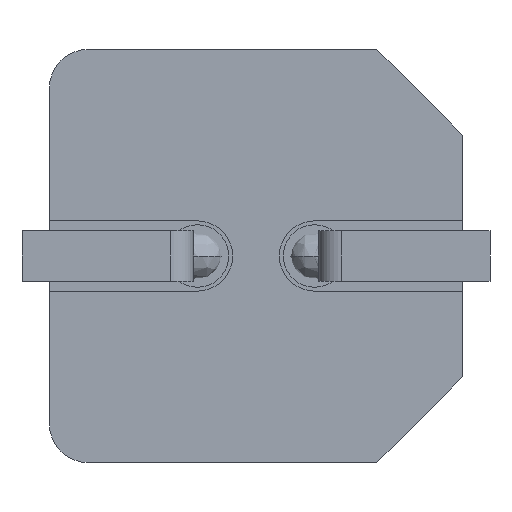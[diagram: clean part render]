
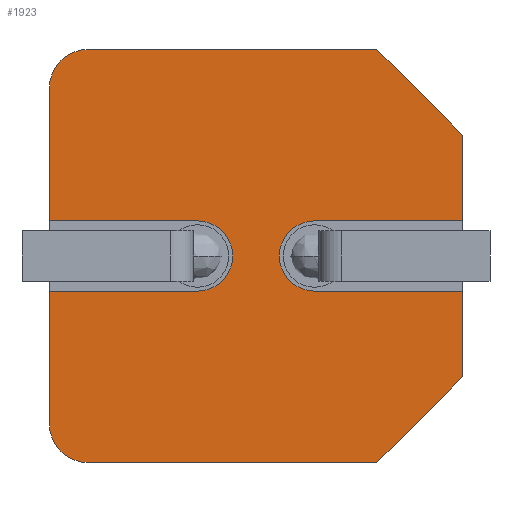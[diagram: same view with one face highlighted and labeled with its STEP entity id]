
A CAD part, front view. The second image highlights one B-rep face of the part: STEP entity #1923.
In plain terms, the highlighted planar face has unit normal (0, -1, 0).
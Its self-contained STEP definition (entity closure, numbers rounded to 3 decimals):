
#23 = EDGE_CURVE ( 'NONE', #1629, #2723, #1294, .T. ) ;
#62 = DIRECTION ( 'NONE',  ( 0., 0., -1. ) ) ;
#113 = CARTESIAN_POINT ( 'NONE',  ( -2.65, 0., -2.15 ) ) ;
#120 = CARTESIAN_POINT ( 'NONE',  ( 1.55, 0., -2.65 ) ) ;
#121 = VECTOR ( 'NONE', #2135, 1000. ) ;
#132 = CARTESIAN_POINT ( 'NONE',  ( -2.15, 0., 2.65 ) ) ;
#136 = CARTESIAN_POINT ( 'NONE',  ( 0., 0., -0.45 ) ) ;
#138 = CARTESIAN_POINT ( 'NONE',  ( 0., 0., -0.45 ) ) ;
#139 = VECTOR ( 'NONE', #452, 1000. ) ;
#149 = CARTESIAN_POINT ( 'NONE',  ( -0.75, 0., 0.45 ) ) ;
#168 = ORIENTED_EDGE ( 'NONE', *, *, #1189, .T. ) ;
#186 = VERTEX_POINT ( 'NONE', #1309 ) ;
#253 = VECTOR ( 'NONE', #344, 1000. ) ;
#258 = VERTEX_POINT ( 'NONE', #3147 ) ;
#271 = EDGE_CURVE ( 'NONE', #3284, #1777, #1196, .T. ) ;
#344 = DIRECTION ( 'NONE',  ( 0., 0., 1. ) ) ;
#355 = DIRECTION ( 'NONE',  ( 0., 1., 0. ) ) ;
#366 = CARTESIAN_POINT ( 'NONE',  ( 1.55, 0., 2.65 ) ) ;
#415 = CARTESIAN_POINT ( 'NONE',  ( 1.55, 0., -2.65 ) ) ;
#421 = CARTESIAN_POINT ( 'NONE',  ( 0.75, 0., 0.45 ) ) ;
#426 = ORIENTED_EDGE ( 'NONE', *, *, #3629, .T. ) ;
#428 = CARTESIAN_POINT ( 'NONE',  ( 2.65, 0., 2.65 ) ) ;
#452 = DIRECTION ( 'NONE',  ( -1., 0., 0. ) ) ;
#455 = EDGE_CURVE ( 'NONE', #1220, #1629, #3717, .T. ) ;
#499 = CARTESIAN_POINT ( 'NONE',  ( 0., 0., 0. ) ) ;
#508 = PLANE ( 'NONE',  #2584 ) ;
#533 = EDGE_CURVE ( 'NONE', #2246, #1220, #883, .T. ) ;
#565 = VECTOR ( 'NONE', #1282, 1000. ) ;
#598 = ORIENTED_EDGE ( 'NONE', *, *, #271, .F. ) ;
#765 = EDGE_CURVE ( 'NONE', #3210, #2341, #2734, .T. ) ;
#816 = CIRCLE ( 'NONE', #3184, 0.45 ) ;
#835 = EDGE_CURVE ( 'NONE', #258, #186, #1406, .T. ) ;
#839 = EDGE_CURVE ( 'NONE', #1023, #3210, #1902, .T. ) ;
#852 = DIRECTION ( 'NONE',  ( 1., 0., 0. ) ) ;
#860 = CARTESIAN_POINT ( 'NONE',  ( -0.75, 0., -0.45 ) ) ;
#883 = LINE ( 'NONE', #138, #139 ) ;
#959 = CARTESIAN_POINT ( 'NONE',  ( 0.75, 0., -0.45 ) ) ;
#1023 = VERTEX_POINT ( 'NONE', #3594 ) ;
#1028 = AXIS2_PLACEMENT_3D ( 'NONE', #3525, #1207, #2407 ) ;
#1075 = CARTESIAN_POINT ( 'NONE',  ( 0., 0., -2.65 ) ) ;
#1100 = LINE ( 'NONE', #1075, #3330 ) ;
#1102 = DIRECTION ( 'NONE',  ( 0., 0., -1. ) ) ;
#1176 = VECTOR ( 'NONE', #1749, 1000. ) ;
#1185 = VECTOR ( 'NONE', #2051, 1000. ) ;
#1188 = LINE ( 'NONE', #2352, #2780 ) ;
#1189 = EDGE_CURVE ( 'NONE', #2605, #3456, #2278, .T. ) ;
#1196 = CIRCLE ( 'NONE', #1315, 0.5 ) ;
#1207 = DIRECTION ( 'NONE',  ( 0., 1., 0. ) ) ;
#1220 = VERTEX_POINT ( 'NONE', #959 ) ;
#1282 = DIRECTION ( 'NONE',  ( 0., 0., 1. ) ) ;
#1288 = AXIS2_PLACEMENT_3D ( 'NONE', #3516, #355, #62 ) ;
#1294 = LINE ( 'NONE', #2128, #3444 ) ;
#1309 = CARTESIAN_POINT ( 'NONE',  ( -2.65, 0., 0.45 ) ) ;
#1315 = AXIS2_PLACEMENT_3D ( 'NONE', #1732, #2018, #2876 ) ;
#1370 = ORIENTED_EDGE ( 'NONE', *, *, #3236, .F. ) ;
#1382 = DIRECTION ( 'NONE',  ( 0., 0., -1. ) ) ;
#1406 = LINE ( 'NONE', #3500, #1176 ) ;
#1431 = DIRECTION ( 'NONE',  ( 0., 1., 0. ) ) ;
#1434 = EDGE_CURVE ( 'NONE', #2961, #2605, #816, .T. ) ;
#1569 = DIRECTION ( 'NONE',  ( 1., 0., 0. ) ) ;
#1570 = FACE_OUTER_BOUND ( 'NONE', #2403, .T. ) ;
#1572 = ORIENTED_EDGE ( 'NONE', *, *, #1434, .T. ) ;
#1598 = ORIENTED_EDGE ( 'NONE', *, *, #835, .T. ) ;
#1629 = VERTEX_POINT ( 'NONE', #421 ) ;
#1724 = CARTESIAN_POINT ( 'NONE',  ( -0.75, 0., 0. ) ) ;
#1732 = CARTESIAN_POINT ( 'NONE',  ( -2.15, 0., -2.15 ) ) ;
#1749 = DIRECTION ( 'NONE',  ( 0., 0., -1. ) ) ;
#1777 = VERTEX_POINT ( 'NONE', #113 ) ;
#1820 = ORIENTED_EDGE ( 'NONE', *, *, #765, .T. ) ;
#1884 = DIRECTION ( 'NONE',  ( 1., 0., 0. ) ) ;
#1902 = LINE ( 'NONE', #2646, #1957 ) ;
#1923 = ADVANCED_FACE ( 'NONE', ( #1570 ), #508, .T. ) ;
#1957 = VECTOR ( 'NONE', #2634, 1000. ) ;
#2011 = LINE ( 'NONE', #428, #565 ) ;
#2018 = DIRECTION ( 'NONE',  ( 0., 1., 0. ) ) ;
#2051 = DIRECTION ( 'NONE',  ( -1., 0., 0. ) ) ;
#2063 = VECTOR ( 'NONE', #2410, 1000. ) ;
#2128 = CARTESIAN_POINT ( 'NONE',  ( 0., 0., 0.45 ) ) ;
#2135 = DIRECTION ( 'NONE',  ( -1., 0., 0. ) ) ;
#2137 = CARTESIAN_POINT ( 'NONE',  ( -2.15, 0., -2.65 ) ) ;
#2196 = ORIENTED_EDGE ( 'NONE', *, *, #839, .T. ) ;
#2245 = VECTOR ( 'NONE', #852, 1000. ) ;
#2246 = VERTEX_POINT ( 'NONE', #3443 ) ;
#2278 = LINE ( 'NONE', #136, #121 ) ;
#2315 = ORIENTED_EDGE ( 'NONE', *, *, #2800, .T. ) ;
#2341 = VERTEX_POINT ( 'NONE', #132 ) ;
#2352 = CARTESIAN_POINT ( 'NONE',  ( -2.65, 0., 2.65 ) ) ;
#2403 = EDGE_LOOP ( 'NONE', ( #1572, #168, #3578, #598, #3283, #2315, #2811, #3173, #2871, #3641, #3132, #2196, #1820, #1370, #1598, #426 ) ) ;
#2407 = DIRECTION ( 'NONE',  ( 0., 0., -1. ) ) ;
#2410 = DIRECTION ( 'NONE',  ( 0.707, 0., 0.707 ) ) ;
#2499 = EDGE_CURVE ( 'NONE', #3284, #2913, #1100, .T. ) ;
#2580 = CARTESIAN_POINT ( 'NONE',  ( 0., 0., 2.65 ) ) ;
#2584 = AXIS2_PLACEMENT_3D ( 'NONE', #499, #3125, #1382 ) ;
#2592 = EDGE_CURVE ( 'NONE', #3456, #1777, #1188, .T. ) ;
#2605 = VERTEX_POINT ( 'NONE', #860 ) ;
#2606 = VERTEX_POINT ( 'NONE', #3508 ) ;
#2634 = DIRECTION ( 'NONE',  ( -0.707, 0., 0.707 ) ) ;
#2646 = CARTESIAN_POINT ( 'NONE',  ( 2.65, 0., 1.55 ) ) ;
#2659 = CARTESIAN_POINT ( 'NONE',  ( 2.65, 0., 2.65 ) ) ;
#2683 = CARTESIAN_POINT ( 'NONE',  ( 2.65, 0., 0.45 ) ) ;
#2685 = LINE ( 'NONE', #2659, #253 ) ;
#2723 = VERTEX_POINT ( 'NONE', #2683 ) ;
#2734 = LINE ( 'NONE', #2580, #1185 ) ;
#2780 = VECTOR ( 'NONE', #3495, 1000. ) ;
#2800 = EDGE_CURVE ( 'NONE', #2913, #2606, #3651, .T. ) ;
#2811 = ORIENTED_EDGE ( 'NONE', *, *, #3196, .T. ) ;
#2871 = ORIENTED_EDGE ( 'NONE', *, *, #455, .T. ) ;
#2876 = DIRECTION ( 'NONE',  ( 0., 0., -1. ) ) ;
#2913 = VERTEX_POINT ( 'NONE', #415 ) ;
#2919 = CIRCLE ( 'NONE', #1288, 0.5 ) ;
#2961 = VERTEX_POINT ( 'NONE', #149 ) ;
#2966 = EDGE_CURVE ( 'NONE', #2723, #1023, #2011, .T. ) ;
#3087 = CARTESIAN_POINT ( 'NONE',  ( -2.65, 0., -0.45 ) ) ;
#3125 = DIRECTION ( 'NONE',  ( 0., -1., 0. ) ) ;
#3132 = ORIENTED_EDGE ( 'NONE', *, *, #2966, .T. ) ;
#3141 = LINE ( 'NONE', #3202, #2245 ) ;
#3147 = CARTESIAN_POINT ( 'NONE',  ( -2.65, 0., 2.15 ) ) ;
#3173 = ORIENTED_EDGE ( 'NONE', *, *, #533, .T. ) ;
#3184 = AXIS2_PLACEMENT_3D ( 'NONE', #1724, #1431, #1102 ) ;
#3196 = EDGE_CURVE ( 'NONE', #2606, #2246, #2685, .T. ) ;
#3202 = CARTESIAN_POINT ( 'NONE',  ( 0., 0., 0.45 ) ) ;
#3210 = VERTEX_POINT ( 'NONE', #366 ) ;
#3236 = EDGE_CURVE ( 'NONE', #258, #2341, #2919, .T. ) ;
#3283 = ORIENTED_EDGE ( 'NONE', *, *, #2499, .T. ) ;
#3284 = VERTEX_POINT ( 'NONE', #2137 ) ;
#3330 = VECTOR ( 'NONE', #1884, 1000. ) ;
#3443 = CARTESIAN_POINT ( 'NONE',  ( 2.65, 0., -0.45 ) ) ;
#3444 = VECTOR ( 'NONE', #1569, 1000. ) ;
#3456 = VERTEX_POINT ( 'NONE', #3087 ) ;
#3495 = DIRECTION ( 'NONE',  ( 0., 0., -1. ) ) ;
#3500 = CARTESIAN_POINT ( 'NONE',  ( -2.65, 0., 2.65 ) ) ;
#3508 = CARTESIAN_POINT ( 'NONE',  ( 2.65, 0., -1.55 ) ) ;
#3516 = CARTESIAN_POINT ( 'NONE',  ( -2.15, 0., 2.15 ) ) ;
#3525 = CARTESIAN_POINT ( 'NONE',  ( 0.75, 0., 0. ) ) ;
#3578 = ORIENTED_EDGE ( 'NONE', *, *, #2592, .T. ) ;
#3594 = CARTESIAN_POINT ( 'NONE',  ( 2.65, 0., 1.55 ) ) ;
#3629 = EDGE_CURVE ( 'NONE', #186, #2961, #3141, .T. ) ;
#3641 = ORIENTED_EDGE ( 'NONE', *, *, #23, .T. ) ;
#3651 = LINE ( 'NONE', #120, #2063 ) ;
#3717 = CIRCLE ( 'NONE', #1028, 0.45 ) ;
